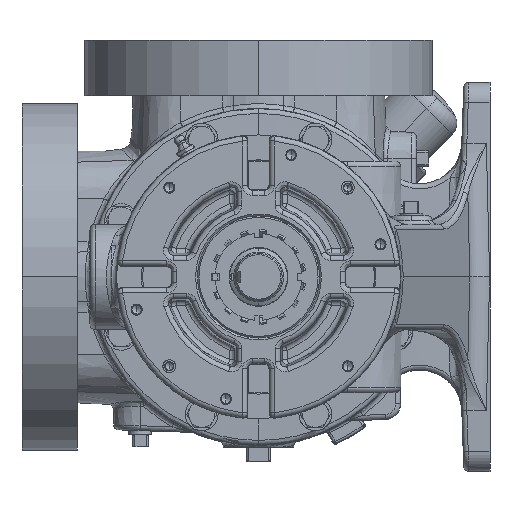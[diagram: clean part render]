
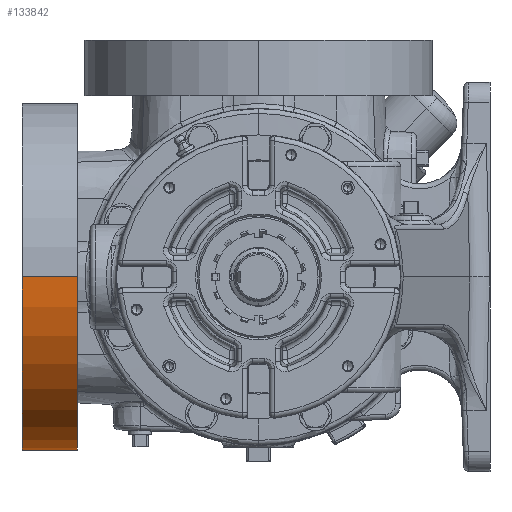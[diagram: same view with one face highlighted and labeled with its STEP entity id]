
A CAD part, left-side view. The second image highlights one B-rep face of the part: STEP entity #133842.
In plain terms, the highlighted cylindrical face has radius 104.775 mm (diameter 209.55 mm), a partial arc.
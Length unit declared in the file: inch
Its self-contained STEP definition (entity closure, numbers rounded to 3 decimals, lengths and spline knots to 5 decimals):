
#9941 = DIRECTION ( 'NONE',  ( 0., -1., 0. ) ) ;
#14074 = CARTESIAN_POINT ( 'NONE',  ( 6.905, 4.31, 0. ) ) ;
#16598 = AXIS2_PLACEMENT_3D ( 'NONE', #159638, #181405, #281465 ) ;
#20012 = ORIENTED_EDGE ( 'NONE', *, *, #288323, .T. ) ;
#54308 = CARTESIAN_POINT ( 'NONE',  ( 2.78, 3.92342, 0. ) ) ;
#60870 = DIRECTION ( 'NONE',  ( 0., -1., 0. ) ) ;
#65515 = LINE ( 'NONE', #268811, #216084 ) ;
#74436 = FACE_OUTER_BOUND ( 'NONE', #317343, .T. ) ;
#88379 = DIRECTION ( 'NONE',  ( -1., 0., 0. ) ) ;
#90105 = ORIENTED_EDGE ( 'NONE', *, *, #280070, .F. ) ;
#107306 = CIRCLE ( 'NONE', #16598, 4.125 ) ;
#132589 = DIRECTION ( 'NONE',  ( -1., 0., 0. ) ) ;
#133836 = CARTESIAN_POINT ( 'NONE',  ( 6.905, 5.62, 0. ) ) ;
#133842 = ADVANCED_FACE ( 'NONE', ( #74436 ), #151005, .T. ) ;
#139517 = EDGE_CURVE ( 'NONE', #229102, #288842, #65515, .T. ) ;
#149634 = VECTOR ( 'NONE', #60870, 39.37008 ) ;
#151005 = CYLINDRICAL_SURFACE ( 'NONE', #154545, 4.125 ) ;
#154545 = AXIS2_PLACEMENT_3D ( 'NONE', #54308, #234260, #132589 ) ;
#157577 = LINE ( 'NONE', #207530, #149634 ) ;
#157904 = CIRCLE ( 'NONE', #280521, 4.125 ) ;
#159638 = CARTESIAN_POINT ( 'NONE',  ( 2.78, 4.31, 0. ) ) ;
#170398 = DIRECTION ( 'NONE',  ( 0., -1., 0. ) ) ;
#172046 = ORIENTED_EDGE ( 'NONE', *, *, #139517, .T. ) ;
#181405 = DIRECTION ( 'NONE',  ( 0., -1., 0. ) ) ;
#204816 = EDGE_CURVE ( 'NONE', #237478, #288842, #107306, .T. ) ;
#207530 = CARTESIAN_POINT ( 'NONE',  ( -1.345, 3.92342, 0. ) ) ;
#216084 = VECTOR ( 'NONE', #170398, 39.37008 ) ;
#218586 = VERTEX_POINT ( 'NONE', #309212 ) ;
#229102 = VERTEX_POINT ( 'NONE', #133836 ) ;
#234260 = DIRECTION ( 'NONE',  ( 0., -1., 0. ) ) ;
#237478 = VERTEX_POINT ( 'NONE', #255868 ) ;
#255868 = CARTESIAN_POINT ( 'NONE',  ( -1.345, 4.31, 0. ) ) ;
#268811 = CARTESIAN_POINT ( 'NONE',  ( 6.905, 3.92342, 0. ) ) ;
#280070 = EDGE_CURVE ( 'NONE', #218586, #237478, #157577, .T. ) ;
#280521 = AXIS2_PLACEMENT_3D ( 'NONE', #294981, #9941, #88379 ) ;
#281465 = DIRECTION ( 'NONE',  ( -1., 0., 0. ) ) ;
#288323 = EDGE_CURVE ( 'NONE', #218586, #229102, #157904, .T. ) ;
#288842 = VERTEX_POINT ( 'NONE', #14074 ) ;
#294981 = CARTESIAN_POINT ( 'NONE',  ( 2.78, 5.62, 0. ) ) ;
#309212 = CARTESIAN_POINT ( 'NONE',  ( -1.345, 5.62, 0. ) ) ;
#310030 = ORIENTED_EDGE ( 'NONE', *, *, #204816, .F. ) ;
#317343 = EDGE_LOOP ( 'NONE', ( #20012, #172046, #310030, #90105 ) ) ;
